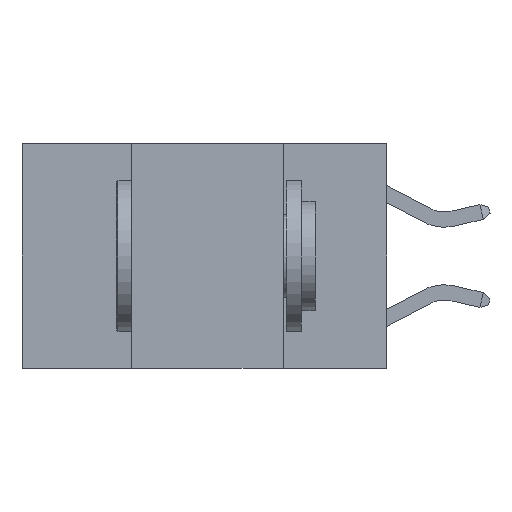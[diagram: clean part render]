
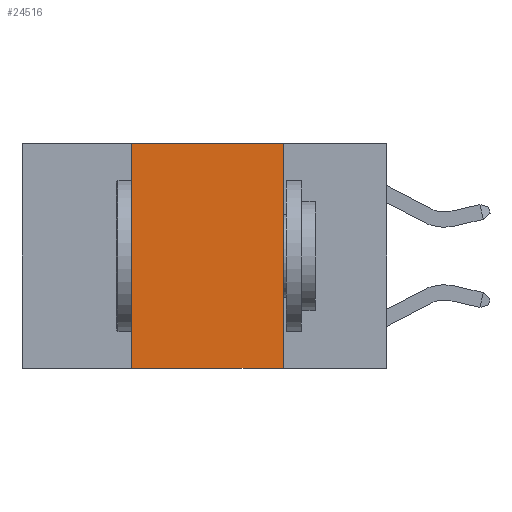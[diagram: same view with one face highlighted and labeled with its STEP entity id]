
A CAD part, left-side view. The second image highlights one B-rep face of the part: STEP entity #24516.
In plain terms, the highlighted planar face has unit normal (-1, 0, 0).
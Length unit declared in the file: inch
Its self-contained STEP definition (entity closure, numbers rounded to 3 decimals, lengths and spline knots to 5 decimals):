
#827 = AXIS2_PLACEMENT_3D ( 'NONE', #13219, #1686, #15139 ) ;
#1415 = ORIENTED_EDGE ( 'NONE', *, *, #11426, .T. ) ;
#1686 = DIRECTION ( 'NONE',  ( 1., 0., 0. ) ) ;
#1906 = CARTESIAN_POINT ( 'NONE',  ( 0., 0.42, -0.37 ) ) ;
#2195 = VERTEX_POINT ( 'NONE', #17097 ) ;
#2237 = CARTESIAN_POINT ( 'NONE',  ( 0., 0.6, 0. ) ) ;
#2671 = CARTESIAN_POINT ( 'NONE',  ( 0., 0.17, 0. ) ) ;
#2989 = CARTESIAN_POINT ( 'NONE',  ( 0., 0.42, 0. ) ) ;
#3099 = VERTEX_POINT ( 'NONE', #17562 ) ;
#3103 = LINE ( 'NONE', #2671, #12768 ) ;
#3922 = EDGE_CURVE ( 'NONE', #2195, #20587, #3103, .T. ) ;
#4156 = DIRECTION ( 'NONE',  ( 0., -1., 0. ) ) ;
#4465 = LINE ( 'NONE', #2237, #14709 ) ;
#4928 = DIRECTION ( 'NONE',  ( 0., 0., 1. ) ) ;
#6336 = ORIENTED_EDGE ( 'NONE', *, *, #3922, .F. ) ;
#6732 = ORIENTED_EDGE ( 'NONE', *, *, #16971, .F. ) ;
#6834 = EDGE_CURVE ( 'NONE', #3099, #2195, #4465, .T. ) ;
#6881 = VECTOR ( 'NONE', #15239, 39.37008 ) ;
#7474 = LINE ( 'NONE', #22788, #6881 ) ;
#8476 = DIRECTION ( 'NONE',  ( 0., 0., -1. ) ) ;
#8892 = ORIENTED_EDGE ( 'NONE', *, *, #6834, .F. ) ;
#11426 = EDGE_CURVE ( 'NONE', #18616, #20587, #7474, .T. ) ;
#12761 = FACE_OUTER_BOUND ( 'NONE', #15974, .T. ) ;
#12768 = VECTOR ( 'NONE', #8476, 39.37008 ) ;
#13219 = CARTESIAN_POINT ( 'NONE',  ( 0., 0.6, 0. ) ) ;
#14709 = VECTOR ( 'NONE', #4156, 39.37008 ) ;
#15139 = DIRECTION ( 'NONE',  ( 0., 0., -1. ) ) ;
#15239 = DIRECTION ( 'NONE',  ( 0., -1., 0. ) ) ;
#15974 = EDGE_LOOP ( 'NONE', ( #6336, #8892, #6732, #1415 ) ) ;
#16610 = VECTOR ( 'NONE', #4928, 39.37008 ) ;
#16971 = EDGE_CURVE ( 'NONE', #18616, #3099, #21693, .T. ) ;
#17097 = CARTESIAN_POINT ( 'NONE',  ( 0., 0.17, 0. ) ) ;
#17562 = CARTESIAN_POINT ( 'NONE',  ( 0., 0.42, 0. ) ) ;
#18616 = VERTEX_POINT ( 'NONE', #1906 ) ;
#18760 = CARTESIAN_POINT ( 'NONE',  ( 0., 0.17, -0.37 ) ) ;
#20587 = VERTEX_POINT ( 'NONE', #18760 ) ;
#21693 = LINE ( 'NONE', #2989, #16610 ) ;
#22788 = CARTESIAN_POINT ( 'NONE',  ( 0., 0.6, -0.37 ) ) ;
#24516 = ADVANCED_FACE ( 'NONE', ( #12761 ), #24579, .F. ) ;
#24579 = PLANE ( 'NONE',  #827 ) ;
